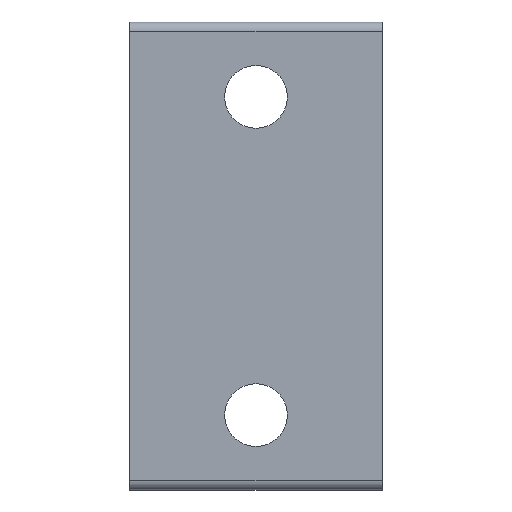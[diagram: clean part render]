
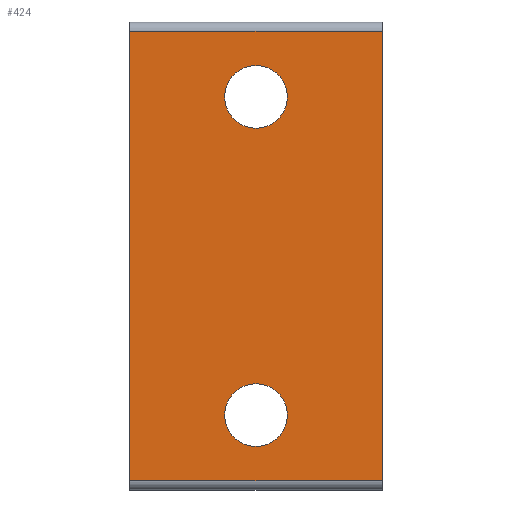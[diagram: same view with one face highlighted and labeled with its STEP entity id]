
A CAD part, front view. The second image highlights one B-rep face of the part: STEP entity #424.
In plain terms, the highlighted planar face has unit normal (0, -1, 0).
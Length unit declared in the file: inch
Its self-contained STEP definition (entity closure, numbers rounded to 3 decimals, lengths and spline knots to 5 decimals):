
#5 = LINE ( 'NONE', #130, #303 ) ;
#29 = EDGE_CURVE ( 'NONE', #52, #314, #61, .T. ) ;
#43 = DIRECTION ( 'NONE',  ( 0., 0., 1. ) ) ;
#50 = CIRCLE ( 'NONE', #785, 0.13189 ) ;
#52 = VERTEX_POINT ( 'NONE', #771 ) ;
#61 = CIRCLE ( 'NONE', #804, 0.13189 ) ;
#72 = CARTESIAN_POINT ( 'NONE',  ( 0., 0., -0.80118 ) ) ;
#81 = AXIS2_PLACEMENT_3D ( 'NONE', #275, #616, #186 ) ;
#82 = EDGE_CURVE ( 'NONE', #1117, #933, #254, .T. ) ;
#88 = LINE ( 'NONE', #624, #873 ) ;
#95 = DIRECTION ( 'NONE',  ( 0., -1., 0. ) ) ;
#130 = CARTESIAN_POINT ( 'NONE',  ( -0.5315, 0., 0.94488 ) ) ;
#140 = CARTESIAN_POINT ( 'NONE',  ( -0.5315, 0., -0.94488 ) ) ;
#155 = LINE ( 'NONE', #465, #522 ) ;
#186 = DIRECTION ( 'NONE',  ( 0., 0., -1. ) ) ;
#216 = VERTEX_POINT ( 'NONE', #235 ) ;
#218 = DIRECTION ( 'NONE',  ( 1., 0., 0. ) ) ;
#235 = CARTESIAN_POINT ( 'NONE',  ( 0.5315, 0., -0.94488 ) ) ;
#248 = EDGE_CURVE ( 'NONE', #393, #471, #5, .T. ) ;
#254 = CIRCLE ( 'NONE', #999, 0.13189 ) ;
#259 = EDGE_CURVE ( 'NONE', #933, #1117, #50, .T. ) ;
#275 = CARTESIAN_POINT ( 'NONE',  ( 0., 0., 0. ) ) ;
#283 = VERTEX_POINT ( 'NONE', #140 ) ;
#286 = CARTESIAN_POINT ( 'NONE',  ( -0.5315, 0., 0.94488 ) ) ;
#303 = VECTOR ( 'NONE', #572, 39.37008 ) ;
#304 = ORIENTED_EDGE ( 'NONE', *, *, #950, .F. ) ;
#307 = ORIENTED_EDGE ( 'NONE', *, *, #535, .F. ) ;
#311 = LINE ( 'NONE', #880, #1016 ) ;
#314 = VERTEX_POINT ( 'NONE', #733 ) ;
#323 = FACE_BOUND ( 'NONE', #894, .T. ) ;
#327 = CIRCLE ( 'NONE', #767, 0.13189 ) ;
#344 = DIRECTION ( 'NONE',  ( 0., -1., 0. ) ) ;
#351 = DIRECTION ( 'NONE',  ( 0., 0., -1. ) ) ;
#360 = FACE_BOUND ( 'NONE', #968, .T. ) ;
#388 = FACE_OUTER_BOUND ( 'NONE', #1043, .T. ) ;
#393 = VERTEX_POINT ( 'NONE', #605 ) ;
#424 = ADVANCED_FACE ( 'NONE', ( #360, #323, #388 ), #445, .T. ) ;
#445 = PLANE ( 'NONE',  #81 ) ;
#465 = CARTESIAN_POINT ( 'NONE',  ( 0.5315, 0., -0.94488 ) ) ;
#466 = EDGE_CURVE ( 'NONE', #393, #216, #88, .T. ) ;
#471 = VERTEX_POINT ( 'NONE', #286 ) ;
#484 = ORIENTED_EDGE ( 'NONE', *, *, #248, .T. ) ;
#497 = ORIENTED_EDGE ( 'NONE', *, *, #29, .F. ) ;
#522 = VECTOR ( 'NONE', #218, 39.37008 ) ;
#526 = CARTESIAN_POINT ( 'NONE',  ( 0., 0., 0.66929 ) ) ;
#535 = EDGE_CURVE ( 'NONE', #283, #471, #311, .T. ) ;
#543 = DIRECTION ( 'NONE',  ( 0., 1., 0. ) ) ;
#572 = DIRECTION ( 'NONE',  ( -1., 0., 0. ) ) ;
#582 = ORIENTED_EDGE ( 'NONE', *, *, #259, .T. ) ;
#597 = ORIENTED_EDGE ( 'NONE', *, *, #602, .T. ) ;
#600 = CARTESIAN_POINT ( 'NONE',  ( 0., 0., 0.66929 ) ) ;
#602 = EDGE_CURVE ( 'NONE', #283, #216, #155, .T. ) ;
#605 = CARTESIAN_POINT ( 'NONE',  ( 0.5315, 0., 0.94488 ) ) ;
#616 = DIRECTION ( 'NONE',  ( 0., -1., 0. ) ) ;
#620 = DIRECTION ( 'NONE',  ( 0., 0., -1. ) ) ;
#624 = CARTESIAN_POINT ( 'NONE',  ( 0.5315, 0., 0.98425 ) ) ;
#666 = CARTESIAN_POINT ( 'NONE',  ( 0., 0., -0.66929 ) ) ;
#670 = ORIENTED_EDGE ( 'NONE', *, *, #466, .F. ) ;
#698 = DIRECTION ( 'NONE',  ( 0., 0., -1. ) ) ;
#733 = CARTESIAN_POINT ( 'NONE',  ( 0., 0., 0.80118 ) ) ;
#767 = AXIS2_PLACEMENT_3D ( 'NONE', #526, #95, #351 ) ;
#771 = CARTESIAN_POINT ( 'NONE',  ( 0., 0., 0.5374 ) ) ;
#785 = AXIS2_PLACEMENT_3D ( 'NONE', #666, #996, #43 ) ;
#804 = AXIS2_PLACEMENT_3D ( 'NONE', #600, #344, #698 ) ;
#868 = DIRECTION ( 'NONE',  ( 0., 0., 1. ) ) ;
#869 = CARTESIAN_POINT ( 'NONE',  ( 0., 0., -0.66929 ) ) ;
#873 = VECTOR ( 'NONE', #620, 39.37008 ) ;
#880 = CARTESIAN_POINT ( 'NONE',  ( -0.5315, 0., 0.98425 ) ) ;
#894 = EDGE_LOOP ( 'NONE', ( #497, #304 ) ) ;
#933 = VERTEX_POINT ( 'NONE', #72 ) ;
#950 = EDGE_CURVE ( 'NONE', #314, #52, #327, .T. ) ;
#955 = CARTESIAN_POINT ( 'NONE',  ( 0., 0., -0.5374 ) ) ;
#968 = EDGE_LOOP ( 'NONE', ( #582, #1009 ) ) ;
#983 = DIRECTION ( 'NONE',  ( 0., 0., 1. ) ) ;
#996 = DIRECTION ( 'NONE',  ( 0., 1., 0. ) ) ;
#999 = AXIS2_PLACEMENT_3D ( 'NONE', #869, #543, #983 ) ;
#1009 = ORIENTED_EDGE ( 'NONE', *, *, #82, .T. ) ;
#1016 = VECTOR ( 'NONE', #868, 39.37008 ) ;
#1043 = EDGE_LOOP ( 'NONE', ( #307, #597, #670, #484 ) ) ;
#1117 = VERTEX_POINT ( 'NONE', #955 ) ;
